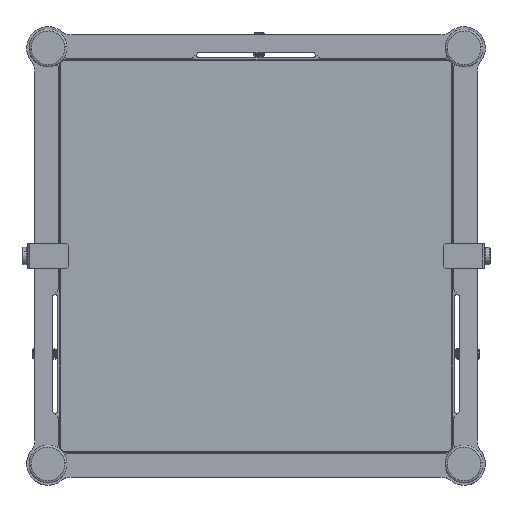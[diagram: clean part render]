
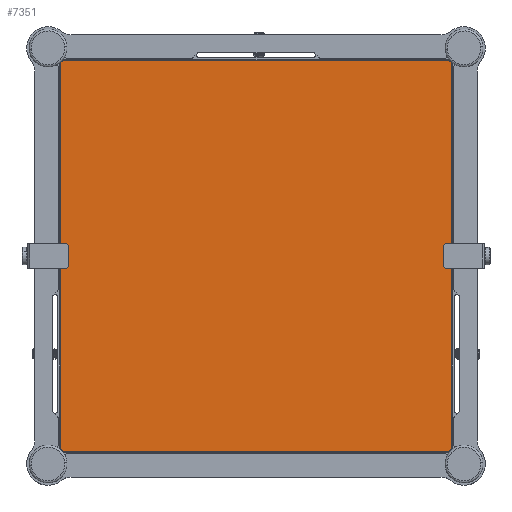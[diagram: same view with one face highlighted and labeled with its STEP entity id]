
A CAD part, top view. The second image highlights one B-rep face of the part: STEP entity #7351.
In plain terms, the highlighted planar face has unit normal (0, 0, 1).
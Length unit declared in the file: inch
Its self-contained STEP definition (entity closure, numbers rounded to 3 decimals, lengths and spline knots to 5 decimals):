
#298 = VERTEX_POINT ( 'NONE', #388 ) ;
#388 = CARTESIAN_POINT ( 'NONE',  ( -2.92126, -3., -0.0475 ) ) ;
#401 = AXIS2_PLACEMENT_3D ( 'NONE', #16007, #2121, #13216 ) ;
#1949 = CARTESIAN_POINT ( 'NONE',  ( -3., -2.92126, -0.0475 ) ) ;
#2121 = DIRECTION ( 'NONE',  ( 0., 0., 1. ) ) ;
#2418 = EDGE_CURVE ( 'NONE', #16795, #10052, #3440, .T. ) ;
#2586 = CARTESIAN_POINT ( 'NONE',  ( -3., 2.92126, -0.0475 ) ) ;
#3068 = DIRECTION ( 'NONE',  ( 0., 0., 1. ) ) ;
#3165 = EDGE_CURVE ( 'NONE', #8671, #16795, #12878, .T. ) ;
#3440 = LINE ( 'NONE', #22560, #4515 ) ;
#3533 = DIRECTION ( 'NONE',  ( -1., 0., 0. ) ) ;
#3680 = CIRCLE ( 'NONE', #401, 0.07874 ) ;
#4234 = AXIS2_PLACEMENT_3D ( 'NONE', #5850, #21649, #9295 ) ;
#4369 = FACE_OUTER_BOUND ( 'NONE', #5710, .T. ) ;
#4515 = VECTOR ( 'NONE', #15702, 39.37008 ) ;
#5710 = EDGE_LOOP ( 'NONE', ( #16295, #15083, #17781, #6352, #16401, #14725, #10191, #19942 ) ) ;
#5850 = CARTESIAN_POINT ( 'NONE',  ( 0., 0., -0.0475 ) ) ;
#6103 = VERTEX_POINT ( 'NONE', #14108 ) ;
#6352 = ORIENTED_EDGE ( 'NONE', *, *, #3165, .T. ) ;
#6587 = CARTESIAN_POINT ( 'NONE',  ( 2.92126, 2.92126, -0.0475 ) ) ;
#6830 = VECTOR ( 'NONE', #15658, 39.37008 ) ;
#7165 = CARTESIAN_POINT ( 'NONE',  ( -3., -3., -0.0475 ) ) ;
#7279 = CARTESIAN_POINT ( 'NONE',  ( 2.92126, 3., -0.0475 ) ) ;
#7351 = ADVANCED_FACE ( 'NONE', ( #4369 ), #18223, .F. ) ;
#8671 = VERTEX_POINT ( 'NONE', #18035 ) ;
#9295 = DIRECTION ( 'NONE',  ( -1., 0., 0. ) ) ;
#9708 = VERTEX_POINT ( 'NONE', #2586 ) ;
#9953 = CARTESIAN_POINT ( 'NONE',  ( 3., -3., -0.0475 ) ) ;
#9980 = EDGE_CURVE ( 'NONE', #10052, #9708, #3680, .T. ) ;
#10000 = AXIS2_PLACEMENT_3D ( 'NONE', #18867, #3068, #15441 ) ;
#10052 = VERTEX_POINT ( 'NONE', #12767 ) ;
#10144 = DIRECTION ( 'NONE',  ( 0., 0., 1. ) ) ;
#10191 = ORIENTED_EDGE ( 'NONE', *, *, #10899, .T. ) ;
#10207 = EDGE_CURVE ( 'NONE', #298, #6103, #16476, .T. ) ;
#10565 = LINE ( 'NONE', #7165, #6830 ) ;
#10899 = EDGE_CURVE ( 'NONE', #9708, #13111, #10565, .T. ) ;
#11161 = DIRECTION ( 'NONE',  ( 1., 0., 0. ) ) ;
#11902 = LINE ( 'NONE', #9953, #13312 ) ;
#12178 = AXIS2_PLACEMENT_3D ( 'NONE', #12235, #19434, #3533 ) ;
#12235 = CARTESIAN_POINT ( 'NONE',  ( -2.92126, -2.92126, -0.0475 ) ) ;
#12760 = EDGE_CURVE ( 'NONE', #13111, #298, #17693, .T. ) ;
#12767 = CARTESIAN_POINT ( 'NONE',  ( -2.92126, 3., -0.0475 ) ) ;
#12776 = CARTESIAN_POINT ( 'NONE',  ( 3., -2.92126, -0.0475 ) ) ;
#12789 = CARTESIAN_POINT ( 'NONE',  ( -3., -3., -0.0475 ) ) ;
#12878 = CIRCLE ( 'NONE', #21306, 0.07874 ) ;
#13111 = VERTEX_POINT ( 'NONE', #1949 ) ;
#13216 = DIRECTION ( 'NONE',  ( -1., 0., 0. ) ) ;
#13312 = VECTOR ( 'NONE', #17414, 39.37008 ) ;
#13656 = EDGE_CURVE ( 'NONE', #6103, #14000, #19865, .T. ) ;
#14000 = VERTEX_POINT ( 'NONE', #12776 ) ;
#14108 = CARTESIAN_POINT ( 'NONE',  ( 2.92126, -3., -0.0475 ) ) ;
#14725 = ORIENTED_EDGE ( 'NONE', *, *, #9980, .T. ) ;
#15083 = ORIENTED_EDGE ( 'NONE', *, *, #13656, .T. ) ;
#15441 = DIRECTION ( 'NONE',  ( -1., 0., 0. ) ) ;
#15658 = DIRECTION ( 'NONE',  ( 0., -1., 0. ) ) ;
#15702 = DIRECTION ( 'NONE',  ( -1., 0., 0. ) ) ;
#16007 = CARTESIAN_POINT ( 'NONE',  ( -2.92126, 2.92126, -0.0475 ) ) ;
#16295 = ORIENTED_EDGE ( 'NONE', *, *, #10207, .T. ) ;
#16401 = ORIENTED_EDGE ( 'NONE', *, *, #2418, .T. ) ;
#16476 = LINE ( 'NONE', #12789, #20519 ) ;
#16795 = VERTEX_POINT ( 'NONE', #7279 ) ;
#17368 = DIRECTION ( 'NONE',  ( -1., 0., 0. ) ) ;
#17414 = DIRECTION ( 'NONE',  ( 0., 1., 0. ) ) ;
#17693 = CIRCLE ( 'NONE', #12178, 0.07874 ) ;
#17781 = ORIENTED_EDGE ( 'NONE', *, *, #22426, .T. ) ;
#18035 = CARTESIAN_POINT ( 'NONE',  ( 3., 2.92126, -0.0475 ) ) ;
#18223 = PLANE ( 'NONE',  #4234 ) ;
#18867 = CARTESIAN_POINT ( 'NONE',  ( 2.92126, -2.92126, -0.0475 ) ) ;
#19434 = DIRECTION ( 'NONE',  ( 0., 0., 1. ) ) ;
#19865 = CIRCLE ( 'NONE', #10000, 0.07874 ) ;
#19942 = ORIENTED_EDGE ( 'NONE', *, *, #12760, .T. ) ;
#20519 = VECTOR ( 'NONE', #11161, 39.37008 ) ;
#21306 = AXIS2_PLACEMENT_3D ( 'NONE', #6587, #10144, #17368 ) ;
#21649 = DIRECTION ( 'NONE',  ( 0., 0., -1. ) ) ;
#22426 = EDGE_CURVE ( 'NONE', #14000, #8671, #11902, .T. ) ;
#22560 = CARTESIAN_POINT ( 'NONE',  ( -3., 3., -0.0475 ) ) ;
